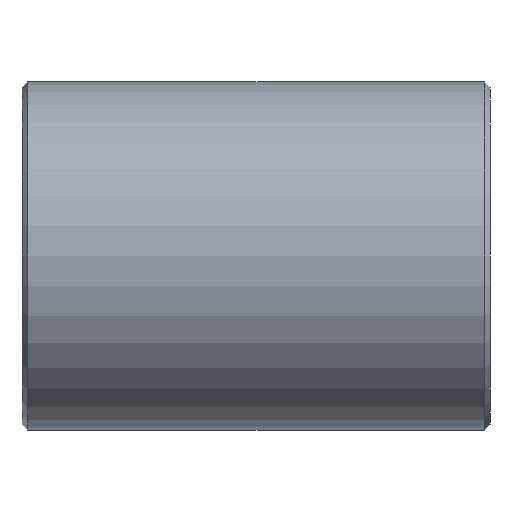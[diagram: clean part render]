
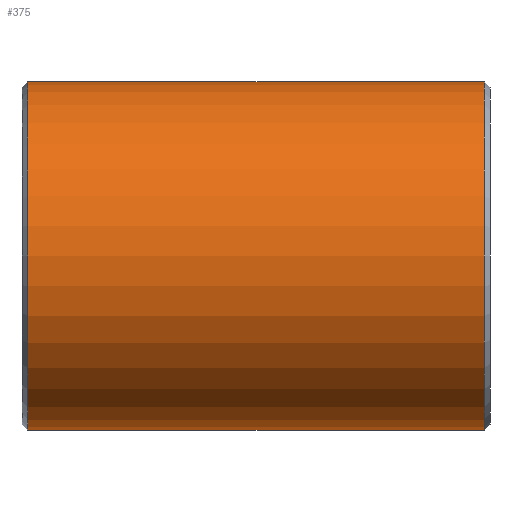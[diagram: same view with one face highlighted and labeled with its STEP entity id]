
A CAD part, left-side view. The second image highlights one B-rep face of the part: STEP entity #375.
In plain terms, the highlighted cylindrical face has radius 2.975 mm (diameter 5.95 mm), a partial arc.
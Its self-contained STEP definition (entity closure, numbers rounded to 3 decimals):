
#3 = VERTEX_POINT ( 'NONE', #130 ) ;
#16 = CARTESIAN_POINT ( 'NONE',  ( 0., -3.9, 2.975 ) ) ;
#26 = DIRECTION ( 'NONE',  ( 0., -1., 0. ) ) ;
#36 = ORIENTED_EDGE ( 'NONE', *, *, #170, .T. ) ;
#46 = EDGE_LOOP ( 'NONE', ( #119, #287, #68, #36 ) ) ;
#61 = EDGE_CURVE ( 'NONE', #372, #66, #255, .T. ) ;
#66 = VERTEX_POINT ( 'NONE', #261 ) ;
#68 = ORIENTED_EDGE ( 'NONE', *, *, #61, .T. ) ;
#69 = CYLINDRICAL_SURFACE ( 'NONE', #145, 2.975 ) ;
#91 = FACE_OUTER_BOUND ( 'NONE', #46, .T. ) ;
#119 = ORIENTED_EDGE ( 'NONE', *, *, #142, .F. ) ;
#122 = EDGE_CURVE ( 'NONE', #3, #372, #424, .T. ) ;
#123 = LINE ( 'NONE', #233, #152 ) ;
#130 = CARTESIAN_POINT ( 'NONE',  ( 0., 3.9, 2.975 ) ) ;
#134 = DIRECTION ( 'NONE',  ( 0., 0., 1. ) ) ;
#136 = DIRECTION ( 'NONE',  ( 0., 1., 0. ) ) ;
#142 = EDGE_CURVE ( 'NONE', #3, #236, #123, .T. ) ;
#143 = CARTESIAN_POINT ( 'NONE',  ( 0., 4., 0. ) ) ;
#145 = AXIS2_PLACEMENT_3D ( 'NONE', #143, #244, #246 ) ;
#152 = VECTOR ( 'NONE', #343, 1000. ) ;
#170 = EDGE_CURVE ( 'NONE', #66, #236, #278, .T. ) ;
#231 = AXIS2_PLACEMENT_3D ( 'NONE', #385, #423, #308 ) ;
#233 = CARTESIAN_POINT ( 'NONE',  ( 0., 4., 2.975 ) ) ;
#236 = VERTEX_POINT ( 'NONE', #16 ) ;
#244 = DIRECTION ( 'NONE',  ( 0., -1., 0. ) ) ;
#246 = DIRECTION ( 'NONE',  ( 0., 0., -1. ) ) ;
#254 = AXIS2_PLACEMENT_3D ( 'NONE', #301, #136, #134 ) ;
#255 = LINE ( 'NONE', #378, #446 ) ;
#261 = CARTESIAN_POINT ( 'NONE',  ( 0., -3.9, -2.975 ) ) ;
#278 = CIRCLE ( 'NONE', #254, 2.975 ) ;
#279 = CARTESIAN_POINT ( 'NONE',  ( 0., 3.9, -2.975 ) ) ;
#287 = ORIENTED_EDGE ( 'NONE', *, *, #122, .T. ) ;
#301 = CARTESIAN_POINT ( 'NONE',  ( 0., -3.9, 0. ) ) ;
#308 = DIRECTION ( 'NONE',  ( 0., 0., 1. ) ) ;
#343 = DIRECTION ( 'NONE',  ( 0., -1., 0. ) ) ;
#372 = VERTEX_POINT ( 'NONE', #279 ) ;
#375 = ADVANCED_FACE ( 'NONE', ( #91 ), #69, .T. ) ;
#378 = CARTESIAN_POINT ( 'NONE',  ( 0., 4., -2.975 ) ) ;
#385 = CARTESIAN_POINT ( 'NONE',  ( 0., 3.9, 0. ) ) ;
#423 = DIRECTION ( 'NONE',  ( 0., -1., 0. ) ) ;
#424 = CIRCLE ( 'NONE', #231, 2.975 ) ;
#446 = VECTOR ( 'NONE', #26, 1000. ) ;
